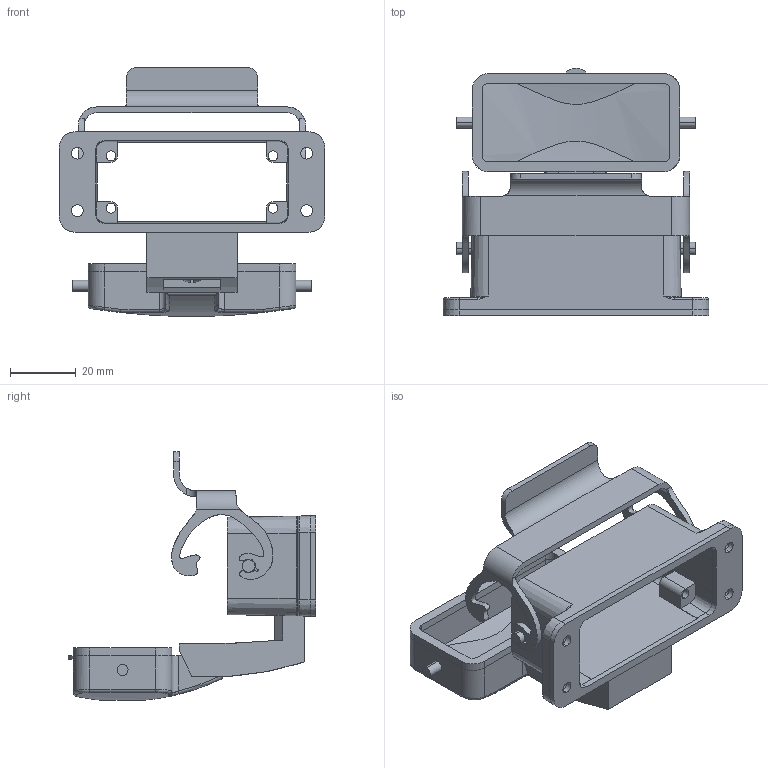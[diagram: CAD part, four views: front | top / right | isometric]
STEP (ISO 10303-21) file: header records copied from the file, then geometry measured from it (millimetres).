
FILE_DESCRIPTION (( 'STEP AP214' ), '1' );
FILE_NAME ('ZP-MC10A-2-SBHMC.step', '2015-08-12T18:15:17', ( '' ), ( '' ), 'SwSTEP 2.0', 'SolidWorks 2014', '' );
FILE_SCHEMA (( 'AUTOMOTIVE_DESIGN' ));
Length unit declared in the file: millimetre
Products named in the file (1): ZP-MC10A-2-SBHMC
Bounding box: 81.2 x 75.62 x 75.98 mm (x, y, z)
Volume: 40505.9 mm3; surface area: 29630.1 mm2
Topology: 3 solids, 3 shells, 295 faces, 764 edges, 478 vertices
Faces by surface type: plane 130, cylinder 97, cone 28, bspline 24, torus 16
Entity records: 11824 total; most frequent: CARTESIAN_POINT 3067, ORIENTED_EDGE 1520, DIRECTION 1379, EDGE_CURVE 760, VERTEX_POINT 478, AXIS2_PLACEMENT_3D 474, VECTOR 431, LINE 431
